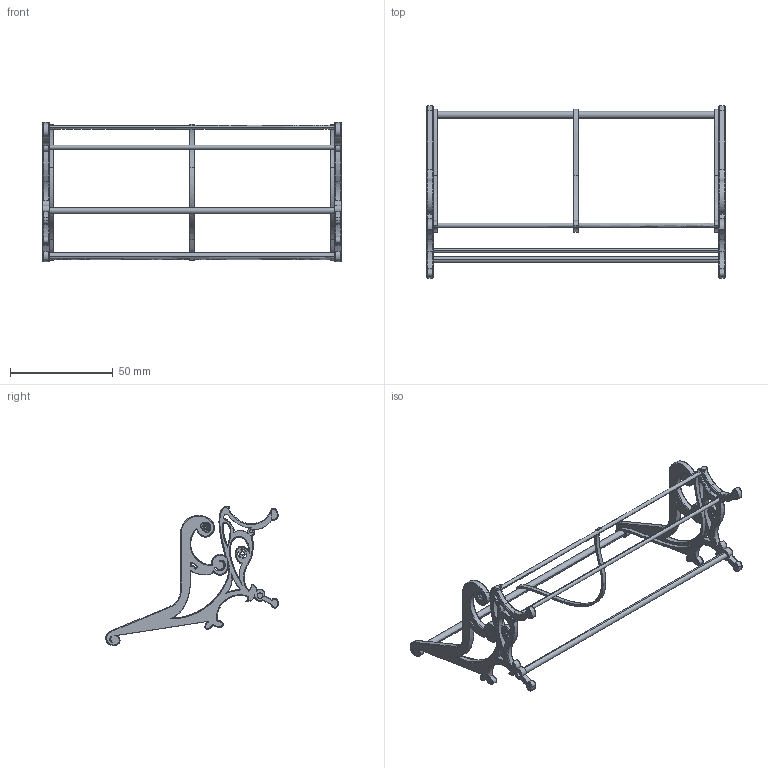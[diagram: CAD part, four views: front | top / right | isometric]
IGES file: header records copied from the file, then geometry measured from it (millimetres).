
Start section: SolidWorks IGES file using analytic representation for surfaces
Global section: file name: Bench.IGS; native system: SolidWorks 2021; preprocessor: SolidWorks 2021; author: Md. Khaled Mahmud; date: 221022.212028; units: millimetre
Bounding box: 145 x 83.79 x 67.88 mm (x, y, z)
Surface area: 15338.4 mm2 (no closed solid volume)
Topology: 0 solids, 0 shells, 409 faces, 6452 edges, 6432 vertices
Faces by surface type: bspline 255, revolution 154
